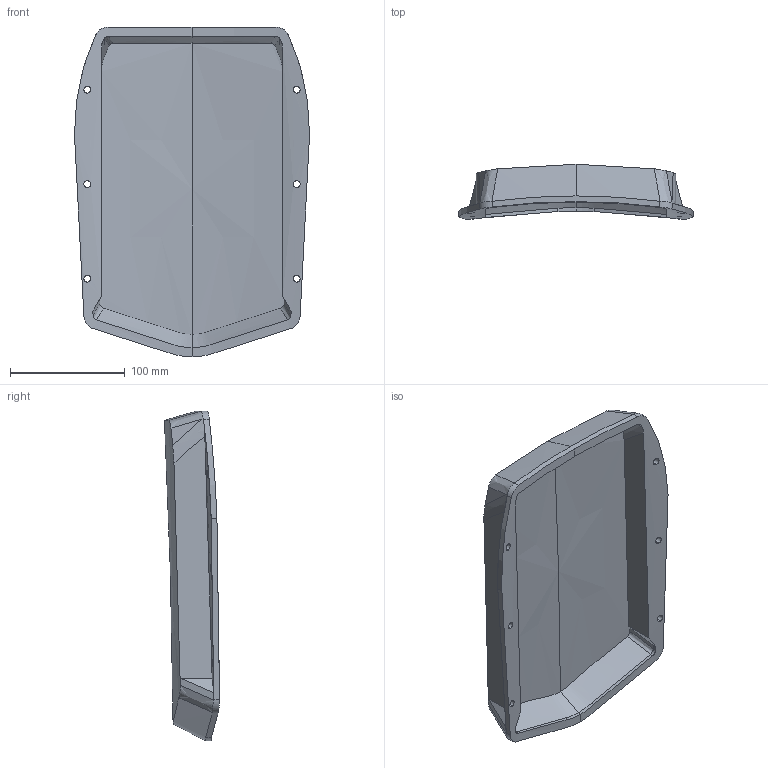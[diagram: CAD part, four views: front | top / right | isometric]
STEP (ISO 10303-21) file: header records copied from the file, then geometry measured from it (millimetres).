
FILE_DESCRIPTION (( 'STEP AP214' ), '1' );
FILE_NAME ('Large_Battery_Vesc_Case.STEP', '2018-12-30T21:05:17', ( '' ), ( '' ), 'SwSTEP 2.0', 'SolidWorks 2018', '' );
FILE_SCHEMA (( 'AUTOMOTIVE_DESIGN' ));
Length unit declared in the file: millimetre
Products named in the file (1): Large_Battery_Vesc_Case
Bounding box: 204.73 x 47.93 x 287.01 mm (x, y, z)
Volume: 551064.1 mm3; surface area: 149118.2 mm2
Topology: 1 solids, 1 shells, 86 faces, 242 edges, 158 vertices
Faces by surface type: bspline 48, cylinder 24, plane 14
Entity records: 6357 total; most frequent: CARTESIAN_POINT 4638, ORIENTED_EDGE 484, EDGE_CURVE 242, B_SPLINE_CURVE_WITH_KNOTS 198, VERTEX_POINT 158, DIRECTION 122, EDGE_LOOP 98, ADVANCED_FACE 86
